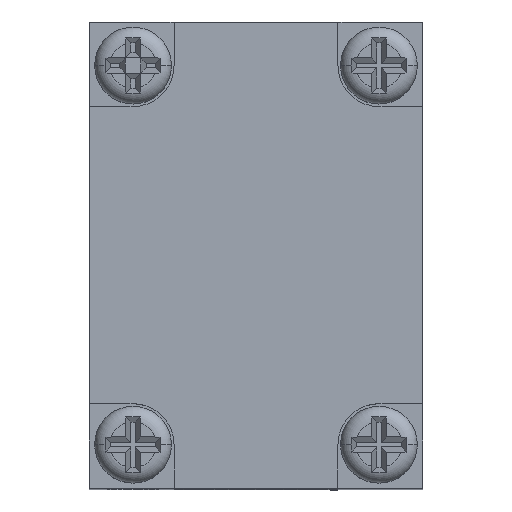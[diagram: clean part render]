
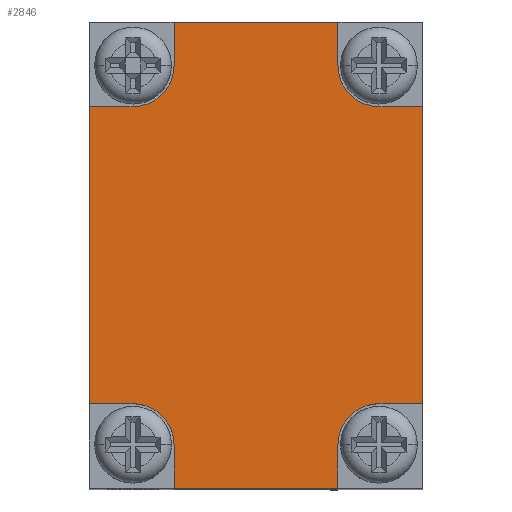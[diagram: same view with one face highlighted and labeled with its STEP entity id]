
A CAD part, top view. The second image highlights one B-rep face of the part: STEP entity #2846.
In plain terms, the highlighted planar face has unit normal (0, 0, 1).
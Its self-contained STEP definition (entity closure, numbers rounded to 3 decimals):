
#2846 = ADVANCED_FACE ( 'NONE', ( #7989 ), #11144, .T. ) ;
#3061 = ORIENTED_EDGE ( 'NONE', *, *, #7224, .F. ) ;
#3062 = ORIENTED_EDGE ( 'NONE', *, *, #7218, .T. ) ;
#3063 = ORIENTED_EDGE ( 'NONE', *, *, #7225, .F. ) ;
#3064 = ORIENTED_EDGE ( 'NONE', *, *, #7226, .F. ) ;
#3065 = ORIENTED_EDGE ( 'NONE', *, *, #7227, .F. ) ;
#3066 = ORIENTED_EDGE ( 'NONE', *, *, #7212, .T. ) ;
#3067 = ORIENTED_EDGE ( 'NONE', *, *, #7228, .F. ) ;
#3068 = ORIENTED_EDGE ( 'NONE', *, *, #7229, .F. ) ;
#3069 = ORIENTED_EDGE ( 'NONE', *, *, #7230, .F. ) ;
#3070 = ORIENTED_EDGE ( 'NONE', *, *, #7207, .T. ) ;
#3071 = ORIENTED_EDGE ( 'NONE', *, *, #7231, .F. ) ;
#3072 = ORIENTED_EDGE ( 'NONE', *, *, #7232, .F. ) ;
#3073 = ORIENTED_EDGE ( 'NONE', *, *, #7233, .F. ) ;
#3074 = ORIENTED_EDGE ( 'NONE', *, *, #7198, .T. ) ;
#3075 = ORIENTED_EDGE ( 'NONE', *, *, #7234, .F. ) ;
#3076 = ORIENTED_EDGE ( 'NONE', *, *, #7235, .F. ) ;
#6602 = EDGE_LOOP ( 'NONE', ( #3061, #3062, #3063, #3064, #3065, #3066, #3067, #3068, #3069, #3070, #3071, #3072, #3073, #3074, #3075, #3076 ) ) ;
#7198 = EDGE_CURVE ( 'NONE', #8414, #8413, #15076, .T. ) ;
#7207 = EDGE_CURVE ( 'NONE', #8417, #8419, #15094, .T. ) ;
#7212 = EDGE_CURVE ( 'NONE', #8420, #8422, #15104, .T. ) ;
#7218 = EDGE_CURVE ( 'NONE', #8428, #8427, #15116, .T. ) ;
#7224 = EDGE_CURVE ( 'NONE', #8428, #8431, #15128, .T. ) ;
#7225 = EDGE_CURVE ( 'NONE', #8432, #8427, #15130, .T. ) ;
#7226 = EDGE_CURVE ( 'NONE', #8433, #8432, #15133, .T. ) ;
#7227 = EDGE_CURVE ( 'NONE', #8420, #8433, #15132, .T. ) ;
#7228 = EDGE_CURVE ( 'NONE', #8434, #8422, #15135, .T. ) ;
#7229 = EDGE_CURVE ( 'NONE', #8435, #8434, #15138, .T. ) ;
#7230 = EDGE_CURVE ( 'NONE', #8417, #8435, #15137, .T. ) ;
#7231 = EDGE_CURVE ( 'NONE', #8436, #8419, #15140, .T. ) ;
#7232 = EDGE_CURVE ( 'NONE', #8437, #8436, #15143, .T. ) ;
#7233 = EDGE_CURVE ( 'NONE', #8414, #8437, #15142, .T. ) ;
#7234 = EDGE_CURVE ( 'NONE', #8438, #8413, #15145, .T. ) ;
#7235 = EDGE_CURVE ( 'NONE', #8431, #8438, #15148, .T. ) ;
#7989 = FACE_OUTER_BOUND ( 'NONE', #6602, .T. ) ;
#8413 = VERTEX_POINT ( 'NONE', #16344 ) ;
#8414 = VERTEX_POINT ( 'NONE', #16345 ) ;
#8417 = VERTEX_POINT ( 'NONE', #16348 ) ;
#8419 = VERTEX_POINT ( 'NONE', #16350 ) ;
#8420 = VERTEX_POINT ( 'NONE', #16351 ) ;
#8422 = VERTEX_POINT ( 'NONE', #16353 ) ;
#8427 = VERTEX_POINT ( 'NONE', #16358 ) ;
#8428 = VERTEX_POINT ( 'NONE', #16359 ) ;
#8431 = VERTEX_POINT ( 'NONE', #16362 ) ;
#8432 = VERTEX_POINT ( 'NONE', #16363 ) ;
#8433 = VERTEX_POINT ( 'NONE', #16364 ) ;
#8434 = VERTEX_POINT ( 'NONE', #16365 ) ;
#8435 = VERTEX_POINT ( 'NONE', #16366 ) ;
#8436 = VERTEX_POINT ( 'NONE', #16367 ) ;
#8437 = VERTEX_POINT ( 'NONE', #16368 ) ;
#8438 = VERTEX_POINT ( 'NONE', #16369 ) ;
#9595 = AXIS2_PLACEMENT_3D ( 'NONE', #11145, #11146, #11147 ) ;
#11144 = PLANE ( 'NONE',  #9595 ) ;
#11145 = CARTESIAN_POINT ( 'NONE',  ( -16.25, 0., 0. ) ) ;
#11146 = DIRECTION ( 'NONE',  ( 0., 0., 1. ) ) ;
#11147 = DIRECTION ( 'NONE',  ( 1., 0., 0. ) ) ;
#12051 = AXIS2_PLACEMENT_3D ( 'NONE', #15953, #15954, #15955 ) ;
#12052 = AXIS2_PLACEMENT_3D ( 'NONE', #15960, #15961, #15962 ) ;
#12053 = AXIS2_PLACEMENT_3D ( 'NONE', #15967, #15968, #15969 ) ;
#12054 = AXIS2_PLACEMENT_3D ( 'NONE', #15974, #15975, #15976 ) ;
#15076 = LINE ( 'NONE', #15897, #15077 ) ;
#15077 = VECTOR ( 'NONE', #15898, 1000. ) ;
#15094 = LINE ( 'NONE', #15915, #15095 ) ;
#15095 = VECTOR ( 'NONE', #15916, 1000. ) ;
#15104 = LINE ( 'NONE', #15925, #15105 ) ;
#15105 = VECTOR ( 'NONE', #15926, 1000. ) ;
#15116 = LINE ( 'NONE', #15937, #15117 ) ;
#15117 = VECTOR ( 'NONE', #15938, 1000. ) ;
#15128 = LINE ( 'NONE', #15949, #15129 ) ;
#15129 = VECTOR ( 'NONE', #15950, 1000. ) ;
#15130 = LINE ( 'NONE', #15951, #15131 ) ;
#15131 = VECTOR ( 'NONE', #15952, 1000. ) ;
#15132 = LINE ( 'NONE', #15956, #15134 ) ;
#15133 = CIRCLE ( 'NONE', #12051, 4. ) ;
#15134 = VECTOR ( 'NONE', #15957, 1000. ) ;
#15135 = LINE ( 'NONE', #15958, #15136 ) ;
#15136 = VECTOR ( 'NONE', #15959, 1000. ) ;
#15137 = LINE ( 'NONE', #15963, #15139 ) ;
#15138 = CIRCLE ( 'NONE', #12052, 4. ) ;
#15139 = VECTOR ( 'NONE', #15964, 1000. ) ;
#15140 = LINE ( 'NONE', #15965, #15141 ) ;
#15141 = VECTOR ( 'NONE', #15966, 1000. ) ;
#15142 = LINE ( 'NONE', #15970, #15144 ) ;
#15143 = CIRCLE ( 'NONE', #12053, 4. ) ;
#15144 = VECTOR ( 'NONE', #15971, 1000. ) ;
#15145 = LINE ( 'NONE', #15972, #15146 ) ;
#15146 = VECTOR ( 'NONE', #15973, 1000. ) ;
#15148 = CIRCLE ( 'NONE', #12054, 4. ) ;
#15897 = CARTESIAN_POINT ( 'NONE',  ( -16.25, 45.5, 0. ) ) ;
#15898 = DIRECTION ( 'NONE',  ( 0., -1., 0. ) ) ;
#15915 = CARTESIAN_POINT ( 'NONE',  ( -16.25, 45.5, 0. ) ) ;
#15916 = DIRECTION ( 'NONE',  ( -1., 0., 0. ) ) ;
#15925 = CARTESIAN_POINT ( 'NONE',  ( 16.25, 45.5, 0. ) ) ;
#15926 = DIRECTION ( 'NONE',  ( 0., 1., 0. ) ) ;
#15937 = CARTESIAN_POINT ( 'NONE',  ( -16.25, 0., 0. ) ) ;
#15938 = DIRECTION ( 'NONE',  ( 1., 0., 0. ) ) ;
#15949 = CARTESIAN_POINT ( 'NONE',  ( -8., 4.25, 0. ) ) ;
#15950 = DIRECTION ( 'NONE',  ( 0., 1., 0. ) ) ;
#15951 = CARTESIAN_POINT ( 'NONE',  ( 8., 4.25, 0. ) ) ;
#15952 = DIRECTION ( 'NONE',  ( 0., -1., 0. ) ) ;
#15953 = CARTESIAN_POINT ( 'NONE',  ( 12., 4.25, 0. ) ) ;
#15954 = DIRECTION ( 'NONE',  ( 0., 0., 1. ) ) ;
#15955 = DIRECTION ( 'NONE',  ( 1., 0., 0. ) ) ;
#15956 = CARTESIAN_POINT ( 'NONE',  ( 12., 8.25, 0. ) ) ;
#15957 = DIRECTION ( 'NONE',  ( -1., 0., 0. ) ) ;
#15958 = CARTESIAN_POINT ( 'NONE',  ( 12., 37.25, 0. ) ) ;
#15959 = DIRECTION ( 'NONE',  ( 1., 0., 0. ) ) ;
#15960 = CARTESIAN_POINT ( 'NONE',  ( 12., 41.25, 0. ) ) ;
#15961 = DIRECTION ( 'NONE',  ( 0., 0., 1. ) ) ;
#15962 = DIRECTION ( 'NONE',  ( -1., 0., 0. ) ) ;
#15963 = CARTESIAN_POINT ( 'NONE',  ( 8., 41.25, 0. ) ) ;
#15964 = DIRECTION ( 'NONE',  ( 0., -1., 0. ) ) ;
#15965 = CARTESIAN_POINT ( 'NONE',  ( -8., 41.25, 0. ) ) ;
#15966 = DIRECTION ( 'NONE',  ( 0., 1., 0. ) ) ;
#15967 = CARTESIAN_POINT ( 'NONE',  ( -12., 41.25, 0. ) ) ;
#15968 = DIRECTION ( 'NONE',  ( 0., 0., 1. ) ) ;
#15969 = DIRECTION ( 'NONE',  ( 1., 0., 0. ) ) ;
#15970 = CARTESIAN_POINT ( 'NONE',  ( -12., 37.25, 0. ) ) ;
#15971 = DIRECTION ( 'NONE',  ( 1., 0., 0. ) ) ;
#15972 = CARTESIAN_POINT ( 'NONE',  ( -12., 8.25, 0. ) ) ;
#15973 = DIRECTION ( 'NONE',  ( -1., 0., 0. ) ) ;
#15974 = CARTESIAN_POINT ( 'NONE',  ( -12., 4.25, 0. ) ) ;
#15975 = DIRECTION ( 'NONE',  ( 0., 0., 1. ) ) ;
#15976 = DIRECTION ( 'NONE',  ( -1., 0., 0. ) ) ;
#16344 = CARTESIAN_POINT ( 'NONE',  ( -16.25, 8.25, 0. ) ) ;
#16345 = CARTESIAN_POINT ( 'NONE',  ( -16.25, 37.25, 0. ) ) ;
#16348 = CARTESIAN_POINT ( 'NONE',  ( 8., 45.5, 0. ) ) ;
#16350 = CARTESIAN_POINT ( 'NONE',  ( -8., 45.5, 0. ) ) ;
#16351 = CARTESIAN_POINT ( 'NONE',  ( 16.25, 8.25, 0. ) ) ;
#16353 = CARTESIAN_POINT ( 'NONE',  ( 16.25, 37.25, 0. ) ) ;
#16358 = CARTESIAN_POINT ( 'NONE',  ( 8., 0., 0. ) ) ;
#16359 = CARTESIAN_POINT ( 'NONE',  ( -8., 0., 0. ) ) ;
#16362 = CARTESIAN_POINT ( 'NONE',  ( -8., 4.25, 0. ) ) ;
#16363 = CARTESIAN_POINT ( 'NONE',  ( 8., 4.25, 0. ) ) ;
#16364 = CARTESIAN_POINT ( 'NONE',  ( 12., 8.25, 0. ) ) ;
#16365 = CARTESIAN_POINT ( 'NONE',  ( 12., 37.25, 0. ) ) ;
#16366 = CARTESIAN_POINT ( 'NONE',  ( 8., 41.25, 0. ) ) ;
#16367 = CARTESIAN_POINT ( 'NONE',  ( -8., 41.25, 0. ) ) ;
#16368 = CARTESIAN_POINT ( 'NONE',  ( -12., 37.25, 0. ) ) ;
#16369 = CARTESIAN_POINT ( 'NONE',  ( -12., 8.25, 0. ) ) ;
